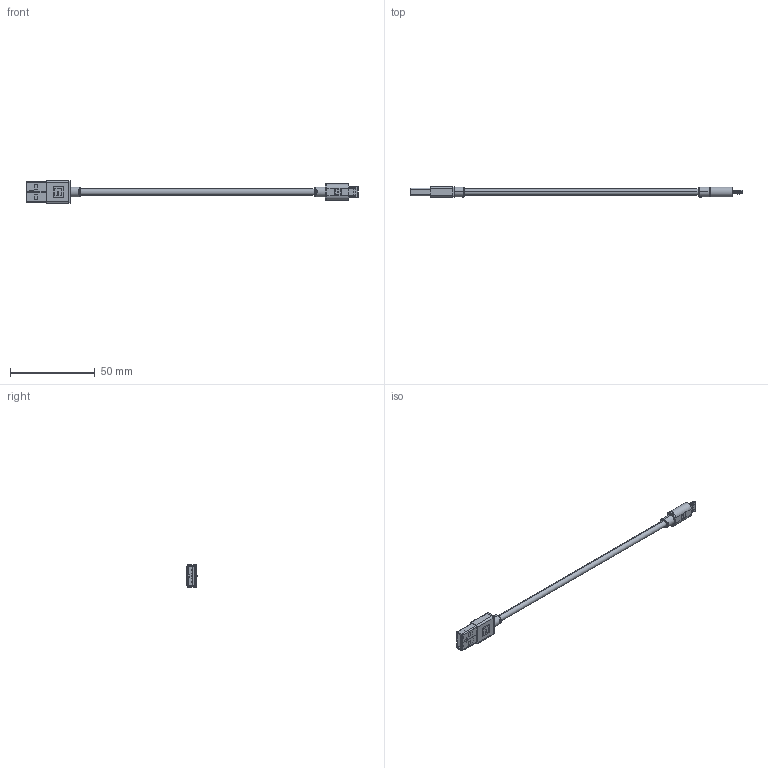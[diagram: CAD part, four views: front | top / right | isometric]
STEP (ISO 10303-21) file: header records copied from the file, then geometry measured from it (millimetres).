
FILE_DESCRIPTION (( 'STEP AP203' ), '1' );
FILE_NAME ('10-02351_revA.STEP', '2018-01-19T22:26:29', ( '' ), ( '' ), 'SwSTEP 2.0', 'SolidWorks 2015', '' );
FILE_SCHEMA (( 'CONFIG_CONTROL_DESIGN' ));
Length unit declared in the file: millimetre
Products named in the file (10): 10-02351_revA; 50-00585 shell; 55-00075; 24-00218; 30-00099_blunt cut; 50-00585; 50-00575; 50-00585 insulator; 55-00073; 24-00210
Assembly tree (9 placements, depth 3):
  10-02351_revA
    30-00099_blunt cut
    24-00218
    24-00210
    55-00073
    55-00075
    50-00585
      50-00585 insulator
      50-00585 shell
    50-00575
Bounding box: 195.4 x 5.93 x 13.5 mm (x, y, z)
Volume: 4086.5 mm3; surface area: 18076.3 mm2
Topology: 61 solids, 66 shells, 1394 faces, 3586 edges, 2369 vertices
Faces by surface type: plane 804, cylinder 400, bspline 80, cone 50, sphere 42, torus 18
Entity records: 46820 total; most frequent: CARTESIAN_POINT 11688, ORIENTED_EDGE 7172, DIRECTION 6828, EDGE_CURVE 3586, VERTEX_POINT 2369, LINE 2278, VECTOR 2278, AXIS2_PLACEMENT_3D 2275
